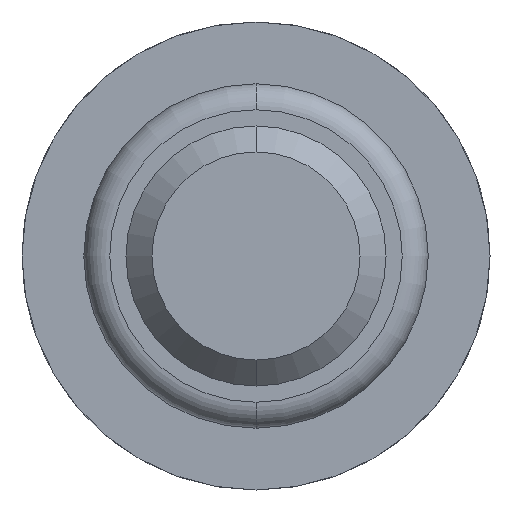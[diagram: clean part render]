
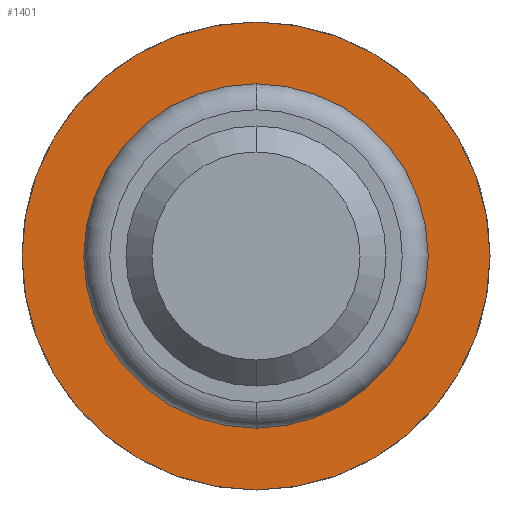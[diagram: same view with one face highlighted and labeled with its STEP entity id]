
A CAD part, front view. The second image highlights one B-rep face of the part: STEP entity #1401.
In plain terms, the highlighted planar face has unit normal (0, -1, 0).
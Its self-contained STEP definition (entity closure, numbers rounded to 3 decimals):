
#109 = ORIENTED_EDGE ( 'NONE', *, *, #3411, .T. ) ;
#225 = CARTESIAN_POINT ( 'NONE',  ( 1.8, -1.8, 0. ) ) ;
#621 = DIRECTION ( 'NONE',  ( 0., 0., 1. ) ) ;
#726 = EDGE_LOOP ( 'NONE', ( #3972, #2424 ) ) ;
#728 = DIRECTION ( 'NONE',  ( 0., 1., 0. ) ) ;
#758 = CARTESIAN_POINT ( 'NONE',  ( 0., -1.8, 0. ) ) ;
#800 = ORIENTED_EDGE ( 'NONE', *, *, #1704, .T. ) ;
#1142 = CARTESIAN_POINT ( 'NONE',  ( 0., -1.8, -1.325 ) ) ;
#1271 = VERTEX_POINT ( 'NONE', #2583 ) ;
#1276 = DIRECTION ( 'NONE',  ( 0., 1., 0. ) ) ;
#1321 = CIRCLE ( 'NONE', #2302, 1.325 ) ;
#1401 = ADVANCED_FACE ( 'Defeature ausgef�hrt4_13', ( #1546, #3282 ), #3375, .F. ) ;
#1462 = AXIS2_PLACEMENT_3D ( 'NONE', #2008, #3781, #621 ) ;
#1479 = DIRECTION ( 'NONE',  ( 0., 0., 1. ) ) ;
#1541 = CIRCLE ( 'NONE', #2292, 1.8 ) ;
#1546 = FACE_OUTER_BOUND ( 'NONE', #726, .T. ) ;
#1581 = CARTESIAN_POINT ( 'NONE',  ( 0., -1.8, 0. ) ) ;
#1704 = EDGE_CURVE ( 'Defeature ausgef�hrt4_13+Defeature ausgef�hrt4_14+Defeature ausgef�hrt4_14+Defeature ausgef�hrt4_14', #2250, #2571, #3901, .T. ) ;
#1910 = EDGE_CURVE ( 'Defeature ausgef�hrt4_12+Defeature ausgef�hrt4_13+Defeature ausgef�hrt4_13+Defeature ausgef�hrt4_13', #2721, #1271, #1541, .T. ) ;
#2008 = CARTESIAN_POINT ( 'NONE',  ( 0., -1.8, 0. ) ) ;
#2250 = VERTEX_POINT ( 'NONE', #1142 ) ;
#2292 = AXIS2_PLACEMENT_3D ( 'NONE', #1581, #2620, #4051 ) ;
#2302 = AXIS2_PLACEMENT_3D ( 'NONE', #758, #3210, #1479 ) ;
#2424 = ORIENTED_EDGE ( 'NONE', *, *, #3733, .F. ) ;
#2511 = EDGE_LOOP ( 'NONE', ( #109, #800 ) ) ;
#2571 = VERTEX_POINT ( 'NONE', #3064 ) ;
#2583 = CARTESIAN_POINT ( 'NONE',  ( 0., -1.8, -1.8 ) ) ;
#2620 = DIRECTION ( 'NONE',  ( 0., 1., 0. ) ) ;
#2721 = VERTEX_POINT ( 'NONE', #2807 ) ;
#2807 = CARTESIAN_POINT ( 'NONE',  ( 0., -1.8, 1.8 ) ) ;
#3064 = CARTESIAN_POINT ( 'NONE',  ( 0., -1.8, 1.325 ) ) ;
#3210 = DIRECTION ( 'NONE',  ( 0., 1., 0. ) ) ;
#3282 = FACE_BOUND ( 'NONE', #2511, .T. ) ;
#3375 = PLANE ( 'NONE',  #4141 ) ;
#3411 = EDGE_CURVE ( 'Defeature ausgef�hrt4_13+Defeature ausgef�hrt4_14+Defeature ausgef�hrt4_14+Defeature ausgef�hrt4_14', #2571, #2250, #1321, .T. ) ;
#3502 = DIRECTION ( 'NONE',  ( 0., 0., 1. ) ) ;
#3733 = EDGE_CURVE ( 'Defeature ausgef�hrt4_12+Defeature ausgef�hrt4_13+Defeature ausgef�hrt4_13+Defeature ausgef�hrt4_13', #1271, #2721, #4208, .T. ) ;
#3745 = DIRECTION ( 'NONE',  ( 0., 0., 1. ) ) ;
#3781 = DIRECTION ( 'NONE',  ( 0., 1., 0. ) ) ;
#3878 = CARTESIAN_POINT ( 'NONE',  ( 0., -1.8, 0. ) ) ;
#3901 = CIRCLE ( 'NONE', #4492, 1.325 ) ;
#3972 = ORIENTED_EDGE ( 'NONE', *, *, #1910, .F. ) ;
#4051 = DIRECTION ( 'NONE',  ( 0., 0., 1. ) ) ;
#4141 = AXIS2_PLACEMENT_3D ( 'NONE', #225, #1276, #3745 ) ;
#4208 = CIRCLE ( 'NONE', #1462, 1.8 ) ;
#4492 = AXIS2_PLACEMENT_3D ( 'NONE', #3878, #728, #3502 ) ;
